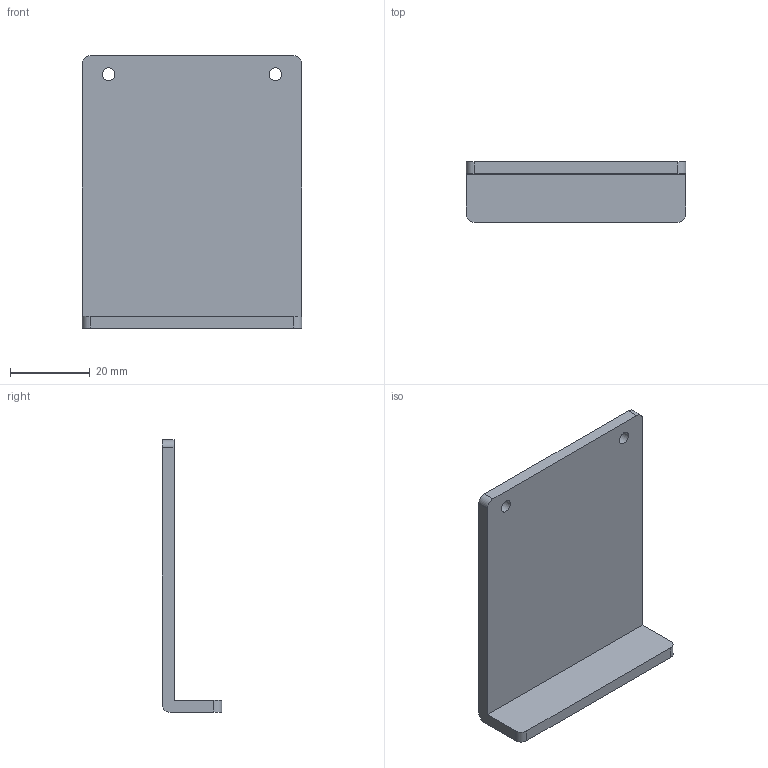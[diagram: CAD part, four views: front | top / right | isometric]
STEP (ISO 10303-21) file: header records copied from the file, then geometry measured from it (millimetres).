
FILE_DESCRIPTION(/* description */ ('STEP AP214','CAx-IF Rec.Pracs.---User Defined Attributes---1.5---2016-08-15'),/* implementation_level */ '2;1');
FILE_NAME(/* name */ '6930f228f02cf44860177b05',/* time_stamp */ '2025-12-04T02:30:01Z',/* author */ (''),/* organization */ (''),/* preprocessor_version */ 'ST-DEVELOPER v20',/* originating_system */ 'ONSHAPE BY PTC INC, 1.207',/* authorisation */ ' ');
FILE_SCHEMA (('AUTOMOTIVE_DESIGN {1 0 10303 214 3 1 1}'));
Length unit declared in the file: metre
Products named in the file (1): St�nder
Bounding box: 55 x 15 x 68.2 mm (x, y, z)
Volume: 13126.6 mm3; surface area: 9594.8 mm2
Topology: 1 solids, 1 shells, 15 faces, 39 edges, 26 vertices
Faces by surface type: plane 8, cylinder 7
Full cylindrical faces by diameter (mm): 3.2 x2
Entity records: 497 total; most frequent: DIRECTION 83, CARTESIAN_POINT 79, ORIENTED_EDGE 74, EDGE_CURVE 37, AXIS2_PLACEMENT_3D 30, VERTEX_POINT 26, LINE 23, VECTOR 23
